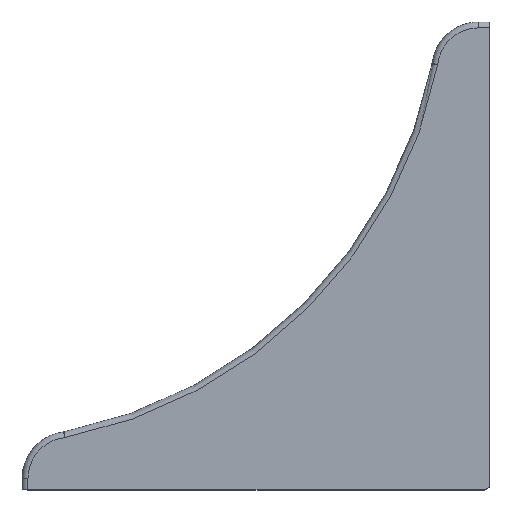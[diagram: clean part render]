
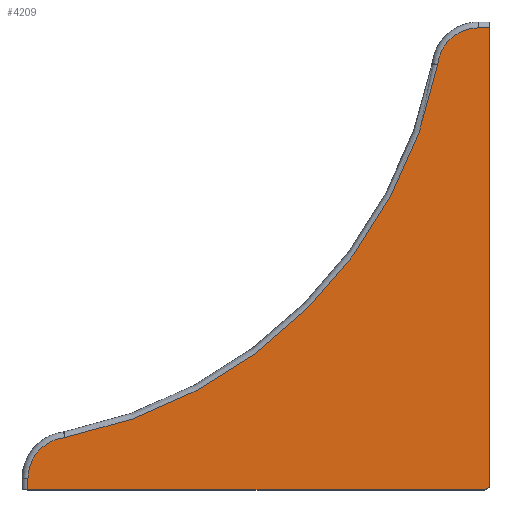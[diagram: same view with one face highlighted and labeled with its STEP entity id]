
A CAD part, top view. The second image highlights one B-rep face of the part: STEP entity #4209.
In plain terms, the highlighted planar face has unit normal (0, 0, 1).
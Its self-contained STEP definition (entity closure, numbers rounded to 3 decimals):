
#4134=CARTESIAN_POINT('',(3043.139,2519.95,11.));
#4135=DIRECTION('',(0.0,0.0,1.0));
#4136=DIRECTION('',(1.0,0.0,0.0));
#4137=AXIS2_PLACEMENT_3D('',#4134,#4135,#4136);
#4138=PLANE('',#4137);
#4139=CARTESIAN_POINT('',(3124.739,2600.55,11.0));
#4140=VERTEX_POINT('',#4139);
#4141=CARTESIAN_POINT('',(3124.739,2522.55,11.));
#4142=VERTEX_POINT('',#4141);
#4143=CARTESIAN_POINT('',(3124.739,2600.55,11.0));
#4144=DIRECTION('',(0.,-1.0,0.0));
#4145=VECTOR('',#4144,78.);
#4146=LINE('',#4143,#4145);
#4147=EDGE_CURVE('',#4140,#4142,#4146,.T.);
#4148=ORIENTED_EDGE('',*,*,#4147,.F.);
#4149=CARTESIAN_POINT('',(3122.787,2600.55,11.));
#4150=VERTEX_POINT('',#4149);
#4151=CARTESIAN_POINT('',(3122.787,2600.55,11.));
#4152=DIRECTION('',(1.,0.,0.0));
#4153=VECTOR('',#4152,1.952);
#4154=LINE('',#4151,#4153);
#4155=EDGE_CURVE('',#4140,#4150,#4154,.F.);
#4156=ORIENTED_EDGE('',*,*,#4155,.T.);
#4157=CARTESIAN_POINT('',(3115.822,2594.251,11.));
#4158=VERTEX_POINT('',#4157);
#4159=CARTESIAN_POINT('',(3122.787,2593.55,11.));
#4160=DIRECTION('',(0.0,0.0,1.0));
#4161=DIRECTION('',(1.0,0.0,0.0));
#4162=AXIS2_PLACEMENT_3D('',#4159,#4160,#4161);
#4163=CIRCLE('',#4162,7.);
#4164=EDGE_CURVE('',#4150,#4158,#4163,.T.);
#4165=ORIENTED_EDGE('',*,*,#4164,.T.);
#4166=CARTESIAN_POINT('',(3052.038,2530.467,11.));
#4167=VERTEX_POINT('',#4166);
#4168=CARTESIAN_POINT('',(3036.351,2609.938,11.));
#4169=DIRECTION('',(0.0,0.0,1.0));
#4170=DIRECTION('',(1.0,0.0,0.0));
#4171=AXIS2_PLACEMENT_3D('',#4168,#4169,#4170);
#4172=CIRCLE('',#4171,81.005);
#4173=EDGE_CURVE('',#4158,#4167,#4172,.F.);
#4174=ORIENTED_EDGE('',*,*,#4173,.T.);
#4175=CARTESIAN_POINT('',(3045.739,2523.502,11.));
#4176=VERTEX_POINT('',#4175);
#4177=CARTESIAN_POINT('',(3052.739,2523.502,11.));
#4178=DIRECTION('',(0.0,0.0,1.0));
#4179=DIRECTION('',(1.0,0.0,0.0));
#4180=AXIS2_PLACEMENT_3D('',#4177,#4178,#4179);
#4181=CIRCLE('',#4180,7.);
#4182=EDGE_CURVE('',#4167,#4176,#4181,.T.);
#4183=ORIENTED_EDGE('',*,*,#4182,.T.);
#4184=CARTESIAN_POINT('',(3045.739,2521.55,11.0));
#4185=VERTEX_POINT('',#4184);
#4186=CARTESIAN_POINT('',(3045.739,2521.55,11.));
#4187=DIRECTION('',(0.,1.0,0.0));
#4188=VECTOR('',#4187,1.952);
#4189=LINE('',#4186,#4188);
#4190=EDGE_CURVE('',#4176,#4185,#4189,.F.);
#4191=ORIENTED_EDGE('',*,*,#4190,.T.);
#4192=CARTESIAN_POINT('',(3123.739,2521.55,11.));
#4193=VERTEX_POINT('',#4192);
#4194=CARTESIAN_POINT('',(3123.739,2521.55,11.0));
#4195=DIRECTION('',(-1.0,0.0,0.0));
#4196=VECTOR('',#4195,78.);
#4197=LINE('',#4194,#4196);
#4198=EDGE_CURVE('',#4193,#4185,#4197,.T.);
#4199=ORIENTED_EDGE('',*,*,#4198,.F.);
#4200=CARTESIAN_POINT('',(3123.739,2522.55,11.));
#4201=DIRECTION('',(0.0,0.0,1.0));
#4202=DIRECTION('',(1.0,0.0,0.0));
#4203=AXIS2_PLACEMENT_3D('',#4200,#4201,#4202);
#4204=CIRCLE('',#4203,1.);
#4205=EDGE_CURVE('',#4193,#4142,#4204,.T.);
#4206=ORIENTED_EDGE('',*,*,#4205,.T.);
#4207=EDGE_LOOP('',(#4148,#4156,#4165,#4174,#4183,#4191,#4199,#4206));
#4208=FACE_OUTER_BOUND('',#4207,.T.);
#4209=ADVANCED_FACE('',(#4208),#4138,.T.);
